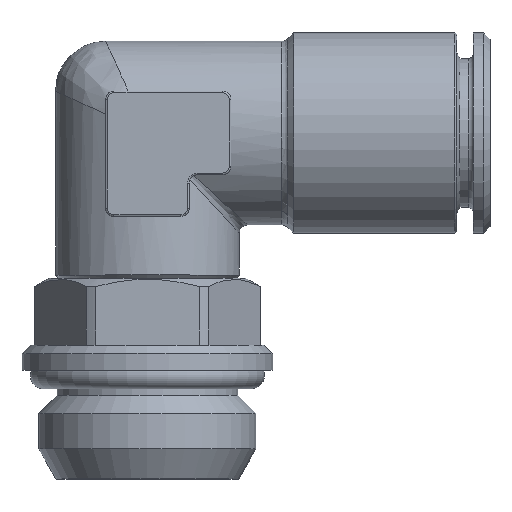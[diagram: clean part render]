
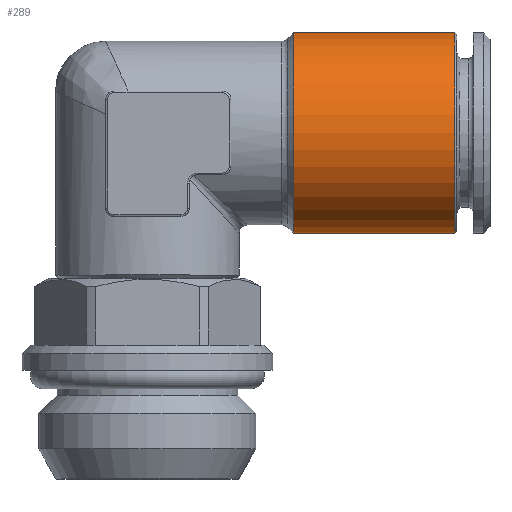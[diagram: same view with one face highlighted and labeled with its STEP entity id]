
A CAD part, top view. The second image highlights one B-rep face of the part: STEP entity #289.
In plain terms, the highlighted cylindrical face has radius 6 mm (diameter 12 mm), a full revolution.
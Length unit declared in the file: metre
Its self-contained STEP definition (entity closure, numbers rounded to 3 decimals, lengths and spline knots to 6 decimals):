
#289 = ADVANCED_FACE( 'NONE', ( #620, #621 ), #622, .T. );
#620 = FACE_OUTER_BOUND( '', #1111, .T. );
#621 = FACE_OUTER_BOUND( '', #1112, .T. );
#622 = CYLINDRICAL_SURFACE( '', #1113, 0.006 );
#1111 = EDGE_LOOP( '', ( #1836 ) );
#1112 = EDGE_LOOP( '', ( #1837 ) );
#1113 = AXIS2_PLACEMENT_3D( '', #1838, #1839, #1840 );
#1836 = ORIENTED_EDGE( '', *, *, #1987, .T. );
#1837 = ORIENTED_EDGE( '', *, *, #2034, .T. );
#1838 = CARTESIAN_POINT( '', ( 0., 0., 0. ) );
#1839 = DIRECTION( '', ( 1., 0., 0. ) );
#1840 = DIRECTION( '', ( 0., 0., 1. ) );
#1987 = EDGE_CURVE( 'NONE', #2295, #2295, #2296, .T. );
#2034 = EDGE_CURVE( 'NONE', #2379, #2379, #2380, .T. );
#2295 = VERTEX_POINT( '', #2743 );
#2296 = CIRCLE( '', #2744, 0.006 );
#2379 = VERTEX_POINT( '', #2953 );
#2380 = CIRCLE( '', #2954, 0.006 );
#2743 = CARTESIAN_POINT( '', ( 0.00875, 0., -0.006 ) );
#2744 = AXIS2_PLACEMENT_3D( '', #3645, #3646, #3647 );
#2953 = CARTESIAN_POINT( '', ( 0.0184, 0., 0.006 ) );
#2954 = AXIS2_PLACEMENT_3D( '', #3708, #3709, #3710 );
#3645 = CARTESIAN_POINT( '', ( 0.00875, 0., 0. ) );
#3646 = DIRECTION( '', ( 1., 0., 0. ) );
#3647 = DIRECTION( '', ( 0., 0., -1. ) );
#3708 = CARTESIAN_POINT( '', ( 0.0184, 0., 0. ) );
#3709 = DIRECTION( '', ( -1., 0., 0. ) );
#3710 = DIRECTION( '', ( 0., 0., 1. ) );
